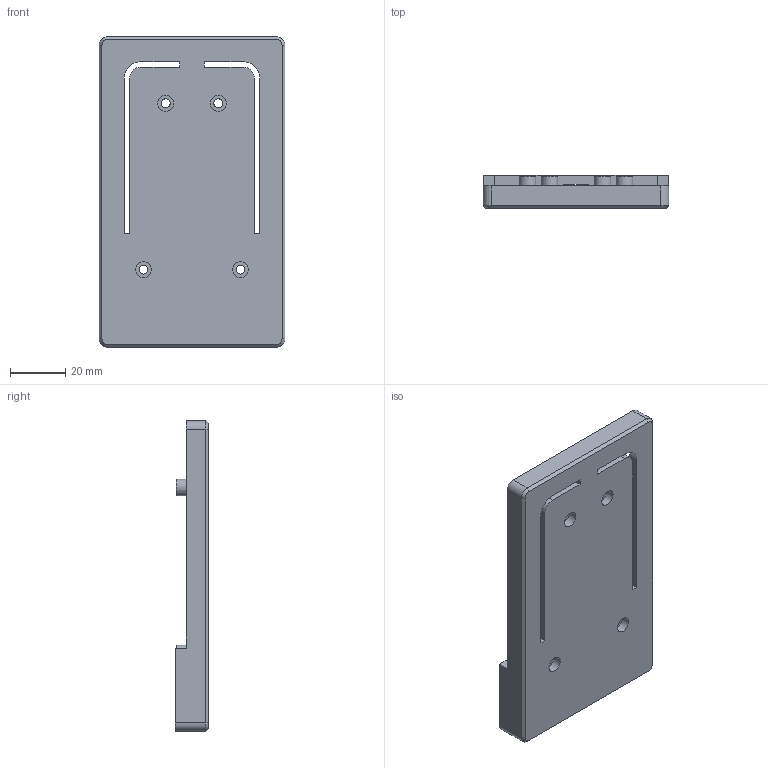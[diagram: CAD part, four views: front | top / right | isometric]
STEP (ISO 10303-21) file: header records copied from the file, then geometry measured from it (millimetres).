
FILE_DESCRIPTION(/* description */ (''),/* implementation_level */ '2;1');
FILE_NAME(/* name */ 'Bottom Plate (V6) PCB.step',/* time_stamp */ '2024-06-14T04:38:16-04:00',/* author */ (''),/* organization */ (''),/* preprocessor_version */ 'ST-DEVELOPER v20',/* originating_system */ 'Autodesk Translation Framework v13.14.0.145',/* authorisation */ '');
FILE_SCHEMA (('AUTOMOTIVE_DESIGN { 1 0 10303 214 3 1 1 }'));
Length unit declared in the file: millimetre
Products named in the file (2): Bottom Plate v6; Bottom Plate V3 v1
Assembly tree (1 placements, depth 2):
  Bottom Plate v6
    Bottom Plate V3 v1
Bounding box: 67 x 12.09 x 112 mm (x, y, z)
Volume: 33306.9 mm3; surface area: 21700.6 mm2
Topology: 1 solids, 1 shells, 84 faces, 210 edges, 136 vertices
Faces by surface type: plane 50, cylinder 26, cone 8
Full cylindrical faces by diameter (mm): 3.2 x4, 5.7 x4, 6 x4
Entity records: 2595 total; most frequent: DIRECTION 446, CARTESIAN_POINT 434, ORIENTED_EDGE 420, EDGE_CURVE 210, LINE 150, VECTOR 150, AXIS2_PLACEMENT_3D 148, VERTEX_POINT 136
